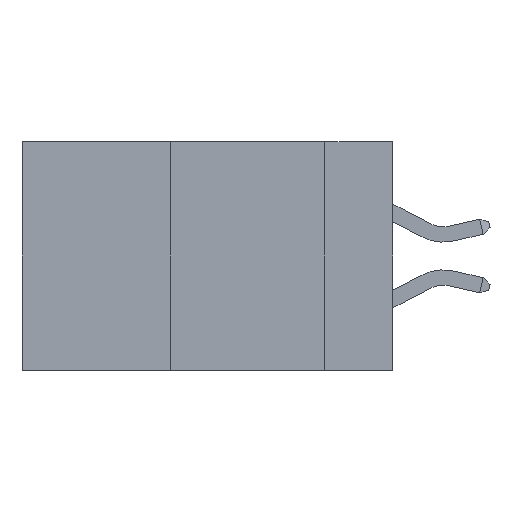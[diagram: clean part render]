
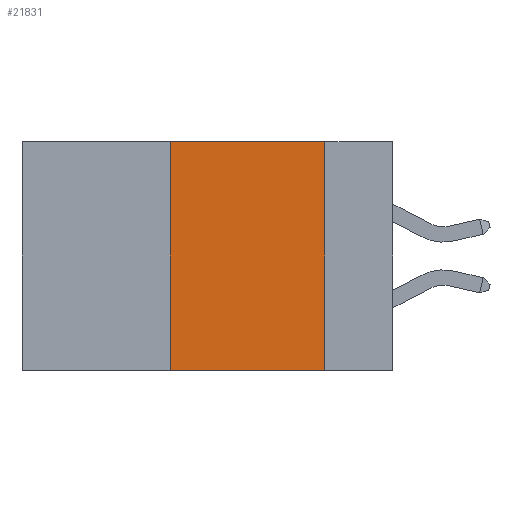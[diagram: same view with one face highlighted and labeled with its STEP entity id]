
A CAD part, left-side view. The second image highlights one B-rep face of the part: STEP entity #21831.
In plain terms, the highlighted planar face has unit normal (-1, 0, 0).
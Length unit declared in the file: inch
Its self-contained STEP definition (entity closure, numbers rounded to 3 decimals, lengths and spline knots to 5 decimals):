
#597 = CARTESIAN_POINT ( 'NONE',  ( 0., 0.36, 0. ) ) ;
#1240 = EDGE_CURVE ( 'NONE', #5659, #16542, #7368, .T. ) ;
#1469 = LINE ( 'NONE', #6771, #5199 ) ;
#2402 = VECTOR ( 'NONE', #16159, 39.37008 ) ;
#2640 = CARTESIAN_POINT ( 'NONE',  ( 0., 0.6, 0. ) ) ;
#2691 = VERTEX_POINT ( 'NONE', #12588 ) ;
#2921 = ORIENTED_EDGE ( 'NONE', *, *, #8591, .F. ) ;
#3296 = DIRECTION ( 'NONE',  ( 0., -1., 0. ) ) ;
#3964 = DIRECTION ( 'NONE',  ( 1., 0., 0. ) ) ;
#5199 = VECTOR ( 'NONE', #3296, 39.37008 ) ;
#5281 = AXIS2_PLACEMENT_3D ( 'NONE', #5428, #3964, #10569 ) ;
#5428 = CARTESIAN_POINT ( 'NONE',  ( 0., 0.6, 0. ) ) ;
#5659 = VERTEX_POINT ( 'NONE', #21522 ) ;
#5699 = EDGE_CURVE ( 'NONE', #5659, #21700, #1469, .T. ) ;
#6771 = CARTESIAN_POINT ( 'NONE',  ( 0., 0.6, -0.37 ) ) ;
#7184 = ORIENTED_EDGE ( 'NONE', *, *, #1240, .F. ) ;
#7368 = LINE ( 'NONE', #597, #8196 ) ;
#7496 = CARTESIAN_POINT ( 'NONE',  ( 0., 0.36, 0. ) ) ;
#7775 = CARTESIAN_POINT ( 'NONE',  ( 0., 0.11, 0. ) ) ;
#8005 = FACE_OUTER_BOUND ( 'NONE', #16903, .T. ) ;
#8196 = VECTOR ( 'NONE', #17702, 39.37008 ) ;
#8591 = EDGE_CURVE ( 'NONE', #16542, #2691, #20581, .T. ) ;
#8656 = CARTESIAN_POINT ( 'NONE',  ( 0., 0.11, -0.37 ) ) ;
#9470 = DIRECTION ( 'NONE',  ( 0., 0., -1. ) ) ;
#10395 = ORIENTED_EDGE ( 'NONE', *, *, #5699, .T. ) ;
#10569 = DIRECTION ( 'NONE',  ( 0., 0., -1. ) ) ;
#10646 = PLANE ( 'NONE',  #5281 ) ;
#11893 = ORIENTED_EDGE ( 'NONE', *, *, #18225, .F. ) ;
#12161 = LINE ( 'NONE', #7775, #15424 ) ;
#12588 = CARTESIAN_POINT ( 'NONE',  ( 0., 0.11, 0. ) ) ;
#15424 = VECTOR ( 'NONE', #9470, 39.37008 ) ;
#16159 = DIRECTION ( 'NONE',  ( 0., -1., 0. ) ) ;
#16542 = VERTEX_POINT ( 'NONE', #7496 ) ;
#16903 = EDGE_LOOP ( 'NONE', ( #11893, #2921, #7184, #10395 ) ) ;
#17702 = DIRECTION ( 'NONE',  ( 0., 0., 1. ) ) ;
#18225 = EDGE_CURVE ( 'NONE', #2691, #21700, #12161, .T. ) ;
#20581 = LINE ( 'NONE', #2640, #2402 ) ;
#21522 = CARTESIAN_POINT ( 'NONE',  ( 0., 0.36, -0.37 ) ) ;
#21700 = VERTEX_POINT ( 'NONE', #8656 ) ;
#21831 = ADVANCED_FACE ( 'NONE', ( #8005 ), #10646, .F. ) ;
